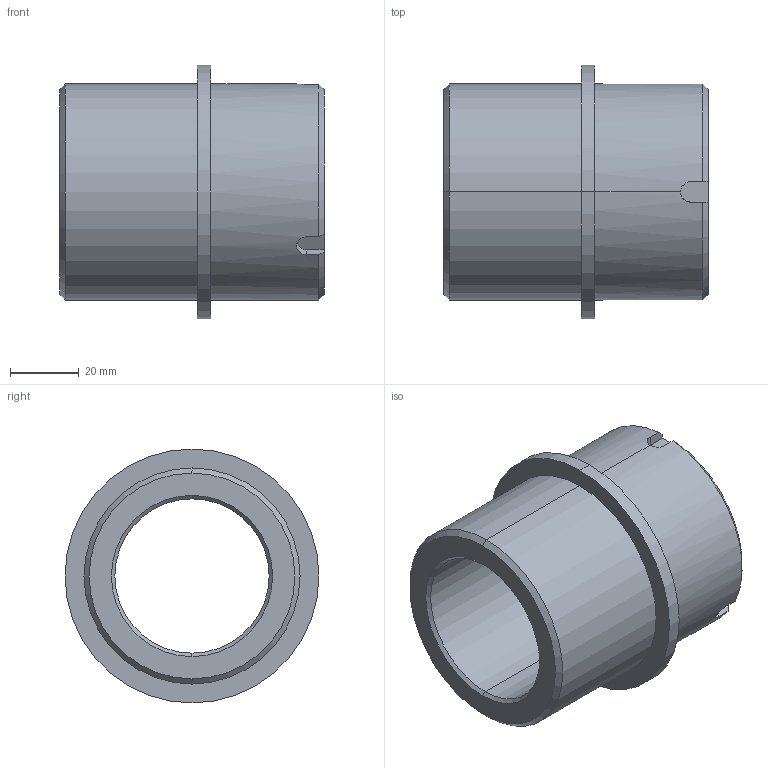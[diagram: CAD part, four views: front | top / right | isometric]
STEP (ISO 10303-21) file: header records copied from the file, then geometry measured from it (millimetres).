
FILE_DESCRIPTION (( 'STEP AP203' ), '1' );
FILE_NAME ('R237.063.112.STEP', '2015-06-12T10:08:11', ( '' ), ( '' ), 'SwSTEP 2.0', 'SolidWorks 2012', '' );
FILE_SCHEMA (( 'CONFIG_CONTROL_DESIGN' ));
Length unit declared in the file: millimetre
Products named in the file (1): R237.063.112
Bounding box: 77 x 74 x 74 mm (x, y, z)
Volume: 118358.7 mm3; surface area: 31499.2 mm2
Topology: 1 solids, 1 shells, 37 faces, 89 edges, 58 vertices
Faces by surface type: cylinder 15, plane 15, cone 7
Entity records: 1266 total; most frequent: CARTESIAN_POINT 303, DIRECTION 191, ORIENTED_EDGE 178, EDGE_CURVE 89, AXIS2_PLACEMENT_3D 74, VERTEX_POINT 58, VECTOR 43, LINE 43
